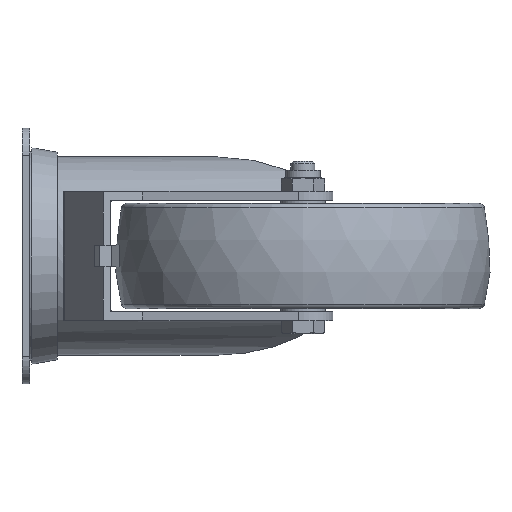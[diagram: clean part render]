
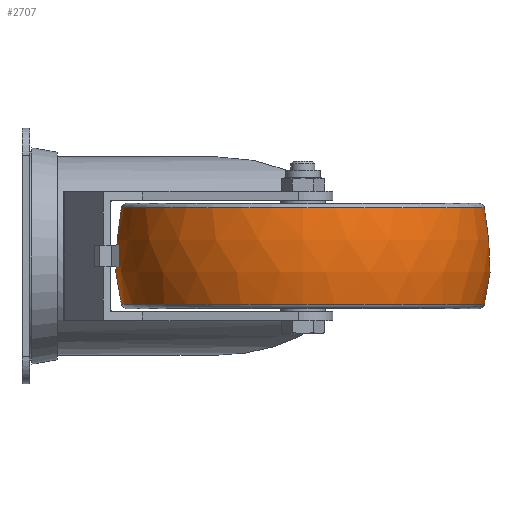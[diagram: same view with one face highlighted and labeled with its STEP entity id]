
A CAD part, left-side view. The second image highlights one B-rep face of the part: STEP entity #2707.
In plain terms, the highlighted spherical face has radius 62.5 mm.
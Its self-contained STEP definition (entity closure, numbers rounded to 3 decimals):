
#13=SPHERICAL_SURFACE('',#3047,62.5);
#358=CIRCLE('',#3046,60.414);
#359=CIRCLE('',#3048,62.5);
#360=CIRCLE('',#3049,60.414);
#523=FACE_OUTER_BOUND('',#716,.T.);
#716=EDGE_LOOP('',(#2459,#2460,#2461,#2462));
#1313=VERTEX_POINT('',#4761);
#1314=VERTEX_POINT('',#4765);
#1695=EDGE_CURVE('',#1313,#1313,#358,.T.);
#1696=EDGE_CURVE('',#1313,#1314,#359,.T.);
#1697=EDGE_CURVE('',#1314,#1314,#360,.T.);
#2459=ORIENTED_EDGE('',*,*,#1695,.F.);
#2460=ORIENTED_EDGE('',*,*,#1696,.T.);
#2461=ORIENTED_EDGE('',*,*,#1697,.T.);
#2462=ORIENTED_EDGE('',*,*,#1696,.F.);
#2707=ADVANCED_FACE('',(#523),#13,.T.);
#3046=AXIS2_PLACEMENT_3D('',#4763,#3855,#3856);
#3047=AXIS2_PLACEMENT_3D('',#4764,#3857,#3858);
#3048=AXIS2_PLACEMENT_3D('',#4766,#3859,#3860);
#3049=AXIS2_PLACEMENT_3D('',#4767,#3861,#3862);
#3855=DIRECTION('center_axis',(0.,0.,1.));
#3856=DIRECTION('ref_axis',(1.,0.,0.));
#3857=DIRECTION('center_axis',(0.,0.,1.));
#3858=DIRECTION('ref_axis',(1.,0.,0.));
#3859=DIRECTION('center_axis',(0.,-1.,0.));
#3860=DIRECTION('ref_axis',(-1.,0.,0.));
#3861=DIRECTION('center_axis',(0.,0.,1.));
#3862=DIRECTION('ref_axis',(1.,0.,0.));
#4761=CARTESIAN_POINT('',(-60.414,0.,16.012));
#4763=CARTESIAN_POINT('Origin',(0.,0.,16.012));
#4764=CARTESIAN_POINT('Origin',(0.,0.,0.));
#4765=CARTESIAN_POINT('',(-60.414,0.,-16.012));
#4766=CARTESIAN_POINT('Origin',(0.,0.,0.));
#4767=CARTESIAN_POINT('Origin',(0.,0.,-16.012));
